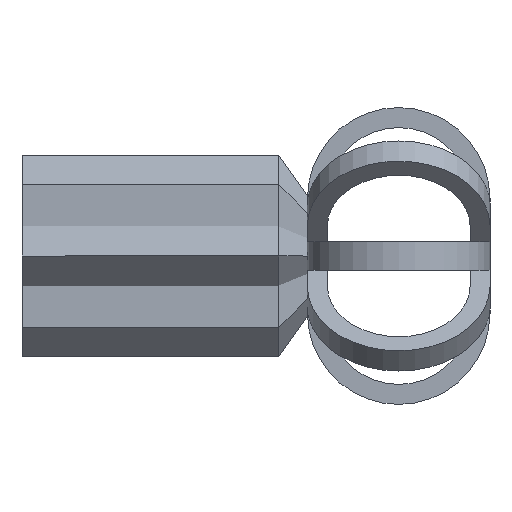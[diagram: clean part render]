
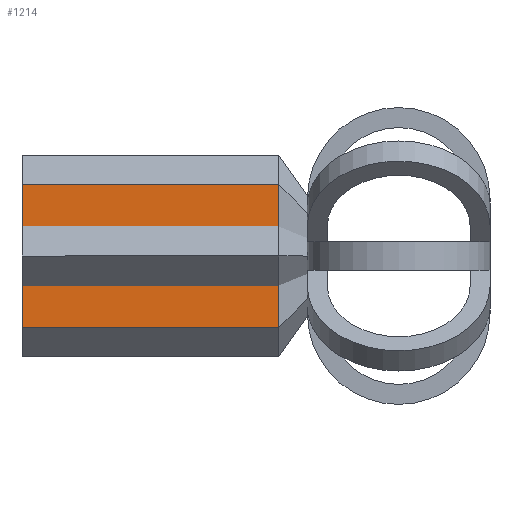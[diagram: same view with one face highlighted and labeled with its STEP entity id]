
A CAD part, left-side view. The second image highlights one B-rep face of the part: STEP entity #1214.
In plain terms, the highlighted planar face has unit normal (-1, 0, 0).
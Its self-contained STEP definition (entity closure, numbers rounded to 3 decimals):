
#16 = EDGE_CURVE ( 'NONE', #557, #203, #1438, .T. ) ;
#74 = DIRECTION ( 'NONE',  ( 0., 0., 1. ) ) ;
#161 = DIRECTION ( 'NONE',  ( 0., 0., 1. ) ) ;
#203 = VERTEX_POINT ( 'NONE', #1654 ) ;
#218 = CARTESIAN_POINT ( 'NONE',  ( -2.5, 7.4, -2.5 ) ) ;
#239 = LINE ( 'NONE', #218, #893 ) ;
#241 = DIRECTION ( 'NONE',  ( 0., -1., 0. ) ) ;
#250 = FACE_OUTER_BOUND ( 'NONE', #1780, .T. ) ;
#321 = EDGE_CURVE ( 'NONE', #203, #1159, #239, .T. ) ;
#557 = VERTEX_POINT ( 'NONE', #813 ) ;
#599 = DIRECTION ( 'NONE',  ( 1., 0., 0. ) ) ;
#602 = CARTESIAN_POINT ( 'NONE',  ( -2.5, 16.4, -2.5 ) ) ;
#632 = ORIENTED_EDGE ( 'NONE', *, *, #1543, .F. ) ;
#635 = LINE ( 'NONE', #1322, #1037 ) ;
#651 = EDGE_CURVE ( 'NONE', #1811, #1159, #1849, .T. ) ;
#813 = CARTESIAN_POINT ( 'NONE',  ( -2.5, 16.4, -2.5 ) ) ;
#832 = ORIENTED_EDGE ( 'NONE', *, *, #16, .T. ) ;
#835 = AXIS2_PLACEMENT_3D ( 'NONE', #2085, #599, #1284 ) ;
#893 = VECTOR ( 'NONE', #74, 1000. ) ;
#993 = ORIENTED_EDGE ( 'NONE', *, *, #651, .F. ) ;
#1037 = VECTOR ( 'NONE', #161, 1000. ) ;
#1159 = VERTEX_POINT ( 'NONE', #2107 ) ;
#1160 = CARTESIAN_POINT ( 'NONE',  ( -2.5, 16.4, 2.5 ) ) ;
#1214 = ADVANCED_FACE ( 'NONE', ( #250 ), #1596, .F. ) ;
#1284 = DIRECTION ( 'NONE',  ( 0., 1., 0. ) ) ;
#1322 = CARTESIAN_POINT ( 'NONE',  ( -2.5, 16.4, -2.5 ) ) ;
#1371 = CARTESIAN_POINT ( 'NONE',  ( -2.5, 16.4, 2.5 ) ) ;
#1438 = LINE ( 'NONE', #602, #2017 ) ;
#1543 = EDGE_CURVE ( 'NONE', #557, #1811, #635, .T. ) ;
#1596 = PLANE ( 'NONE',  #835 ) ;
#1610 = DIRECTION ( 'NONE',  ( 0., -1., 0. ) ) ;
#1654 = CARTESIAN_POINT ( 'NONE',  ( -2.5, 7.4, -2.5 ) ) ;
#1780 = EDGE_LOOP ( 'NONE', ( #832, #1836, #993, #632 ) ) ;
#1811 = VERTEX_POINT ( 'NONE', #1160 ) ;
#1836 = ORIENTED_EDGE ( 'NONE', *, *, #321, .T. ) ;
#1849 = LINE ( 'NONE', #1371, #1921 ) ;
#1921 = VECTOR ( 'NONE', #241, 1000. ) ;
#2017 = VECTOR ( 'NONE', #1610, 1000. ) ;
#2085 = CARTESIAN_POINT ( 'NONE',  ( -2.5, 16.4, -2.5 ) ) ;
#2107 = CARTESIAN_POINT ( 'NONE',  ( -2.5, 7.4, 2.5 ) ) ;
